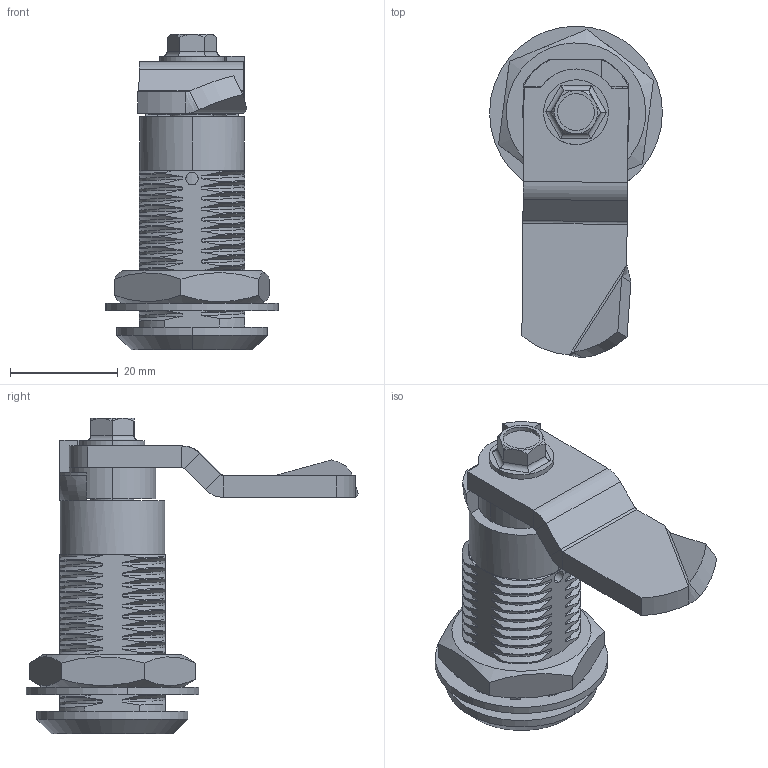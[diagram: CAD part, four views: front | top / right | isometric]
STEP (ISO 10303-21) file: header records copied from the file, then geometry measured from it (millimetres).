
FILE_DESCRIPTION (( 'STEP AP214' ), '1' );
FILE_NAME ('03175 Stainless Steel Quarter Turn Compression Latch.STEP', '2025-02-12T00:33:52', ( '' ), ( '' ), 'SwSTEP 2.0', 'SolidWorks 2024', '' );
FILE_SCHEMA (( 'AUTOMOTIVE_DESIGN' ));
Length unit declared in the file: millimetre
Products named in the file (7): 3175 Quarter Turnsquare drive; hex washer head screw_as_AS-NZS 1427 HW - M6 x 8-N; 3175 Quarter Turn Body; 3175 Quarter Turnsquare drive bar; 03175 Stainless Steel Quarter Turn Compression Latch; M20 nut_AS-NZS 1252 NS - M20-W-N; toothed lock washer_a_jis_JIS B 1255 A 20
Assembly tree (6 placements, depth 2):
  03175 Stainless Steel Quarter Turn Compression Latch
    3175 Quarter Turn Body
    3175 Quarter Turnsquare drive
    3175 Quarter Turnsquare drive bar
    hex washer head screw_as_AS-NZS 1427 HW - M6 x 8-N
    toothed lock washer_a_jis_JIS B 1255 A 20
    M20 nut_AS-NZS 1252 NS - M20-W-N
Bounding box: 32 x 61.48 x 58.45 mm (x, y, z)
Volume: 21991.3 mm3; surface area: 13874.1 mm2
Topology: 6 solids, 6 shells, 450 faces, 1233 edges, 804 vertices
Faces by surface type: bspline 179, cylinder 139, plane 112, cone 17, torus 3
Entity records: 161635 total; most frequent: CARTESIAN_POINT 152135, ORIENTED_EDGE 2466, DIRECTION 1319, EDGE_CURVE 1233, VERTEX_POINT 804, EDGE_LOOP 471, AXIS2_PLACEMENT_3D 451, FACE_OUTER_BOUND 450
